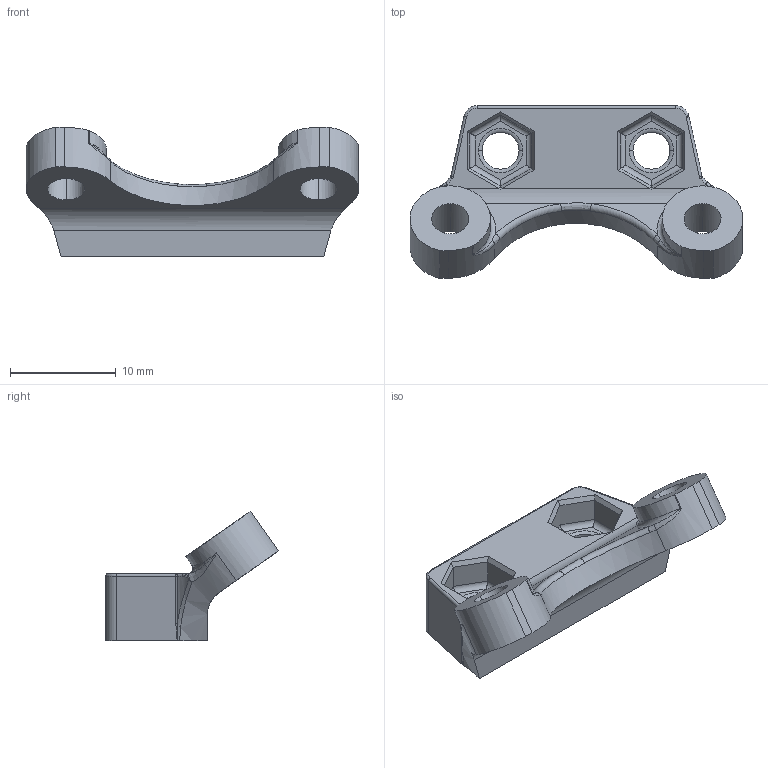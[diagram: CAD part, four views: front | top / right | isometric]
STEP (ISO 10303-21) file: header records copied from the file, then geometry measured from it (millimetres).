
FILE_DESCRIPTION (( 'STEP AP214' ), '1' );
FILE_NAME ('FanMount.STEP', '2021-11-04T21:52:12', ( '' ), ( '' ), 'SwSTEP 2.0', 'SolidWorks 2021', '' );
FILE_SCHEMA (( 'AUTOMOTIVE_DESIGN' ));
Length unit declared in the file: inch
Products named in the file (1): FanMount
Bounding box: 31.43 x 16.35 x 12.25 mm (x, y, z)
Volume: 1632 mm3; surface area: 1476.5 mm2
Topology: 1 solids, 1 shells, 162 faces, 400 edges, 241 vertices
Faces by surface type: plane 59, cylinder 41, bspline 41, torus 17, cone 4
Entity records: 6555 total; most frequent: CARTESIAN_POINT 3038, ORIENTED_EDGE 796, DIRECTION 623, EDGE_CURVE 398, VERTEX_POINT 241, AXIS2_PLACEMENT_3D 221, VECTOR 181, LINE 181
